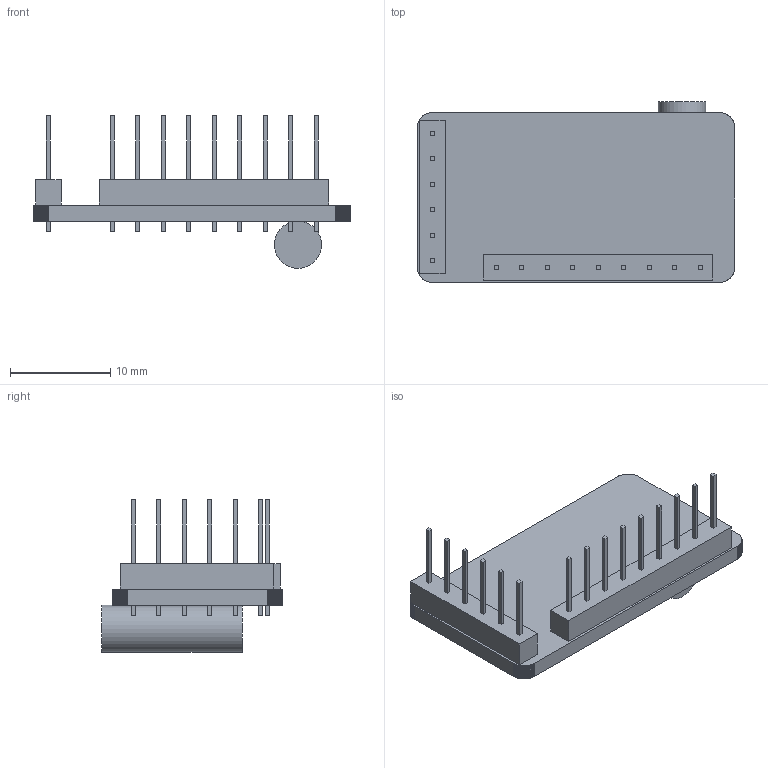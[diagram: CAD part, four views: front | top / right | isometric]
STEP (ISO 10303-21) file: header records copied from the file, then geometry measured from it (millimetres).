
FILE_DESCRIPTION(('FreeCAD Model'),'2;1');
FILE_NAME('Open CASCADE Shape Model','2024-03-05T16:48:56',('Author'),( ''),'Open CASCADE STEP processor 7.6','FreeCAD','Unknown');
FILE_SCHEMA(('AUTOMOTIVE_DESIGN { 1 0 10303 214 1 1 1 1 }'));
Length unit declared in the file: millimetre
Products named in the file (1): union
Bounding box: 31.6 x 18 x 15.2 mm (x, y, z)
Volume: 1357.7 mm3; surface area: 1852.6 mm2
Topology: 2 solids, 2 shells, 263 faces, 683 edges, 456 vertices
Faces by surface type: plane 262, cylinder 1
Full cylindrical faces by diameter (mm): 4.7 x1
Entity records: 17326 total; most frequent: CARTESIAN_POINT 3009, DIRECTION 2340, LINE 1803, VECTOR 1803, ORIENTED_EDGE 1366, PCURVE 1366, DEFINITIONAL_REPRESENTATION 1366, EDGE_CURVE 683
